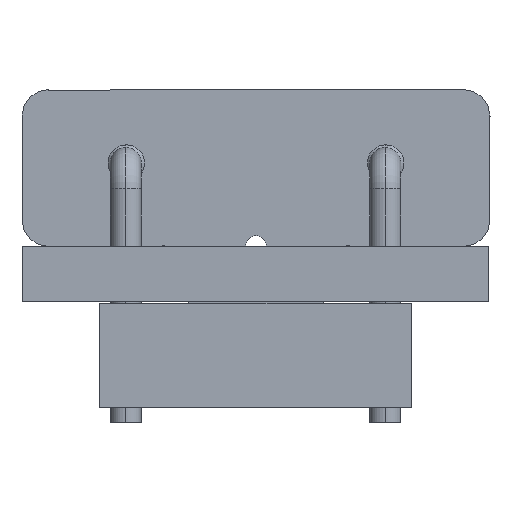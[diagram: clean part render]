
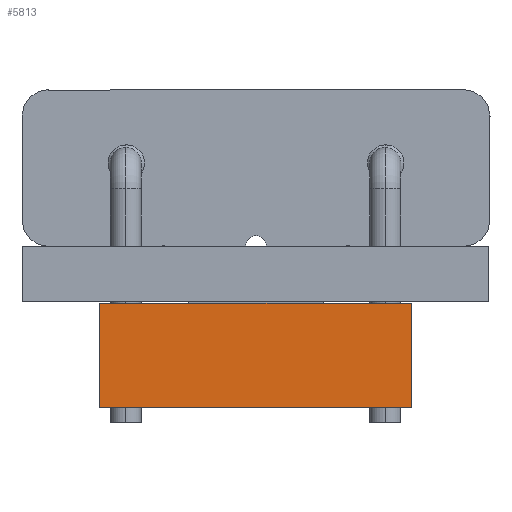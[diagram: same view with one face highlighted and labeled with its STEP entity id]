
A CAD part, left-side view. The second image highlights one B-rep face of the part: STEP entity #5813.
In plain terms, the highlighted planar face has unit normal (-1, 0, 0).
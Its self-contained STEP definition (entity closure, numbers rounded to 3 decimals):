
#4785 = EDGE_CURVE('',#4786,#4788,#4790,.T.);
#4786 = VERTEX_POINT('',#4787);
#4787 = CARTESIAN_POINT('',(0.,0.,0.));
#4788 = VERTEX_POINT('',#4789);
#4789 = CARTESIAN_POINT('',(0.,0.,2.01));
#4790 = LINE('',#4791,#4792);
#4791 = CARTESIAN_POINT('',(0.,0.,0.));
#4792 = VECTOR('',#4793,1.);
#4793 = DIRECTION('',(0.,0.,1.));
#5788 = VERTEX_POINT('',#5789);
#5789 = CARTESIAN_POINT('',(0.,6.,2.01));
#5795 = EDGE_CURVE('',#5796,#5788,#5798,.T.);
#5796 = VERTEX_POINT('',#5797);
#5797 = CARTESIAN_POINT('',(0.,6.,0.));
#5798 = LINE('',#5799,#5800);
#5799 = CARTESIAN_POINT('',(0.,6.,0.));
#5800 = VECTOR('',#5801,1.);
#5801 = DIRECTION('',(0.,0.,1.));
#5813 = ADVANCED_FACE('',(#5814),#5830,.F.);
#5814 = FACE_BOUND('',#5815,.F.);
#5815 = EDGE_LOOP('',(#5816,#5817,#5823,#5824));
#5816 = ORIENTED_EDGE('',*,*,#5795,.T.);
#5817 = ORIENTED_EDGE('',*,*,#5818,.T.);
#5818 = EDGE_CURVE('',#5788,#4788,#5819,.T.);
#5819 = LINE('',#5820,#5821);
#5820 = CARTESIAN_POINT('',(0.,6.,2.01));
#5821 = VECTOR('',#5822,1.);
#5822 = DIRECTION('',(0.,-1.,0.));
#5823 = ORIENTED_EDGE('',*,*,#4785,.F.);
#5824 = ORIENTED_EDGE('',*,*,#5825,.F.);
#5825 = EDGE_CURVE('',#5796,#4786,#5826,.T.);
#5826 = LINE('',#5827,#5828);
#5827 = CARTESIAN_POINT('',(0.,6.,0.));
#5828 = VECTOR('',#5829,1.);
#5829 = DIRECTION('',(0.,-1.,0.));
#5830 = PLANE('',#5831);
#5831 = AXIS2_PLACEMENT_3D('',#5832,#5833,#5834);
#5832 = CARTESIAN_POINT('',(0.,6.,0.));
#5833 = DIRECTION('',(1.,0.,0.));
#5834 = DIRECTION('',(0.,-1.,0.));
